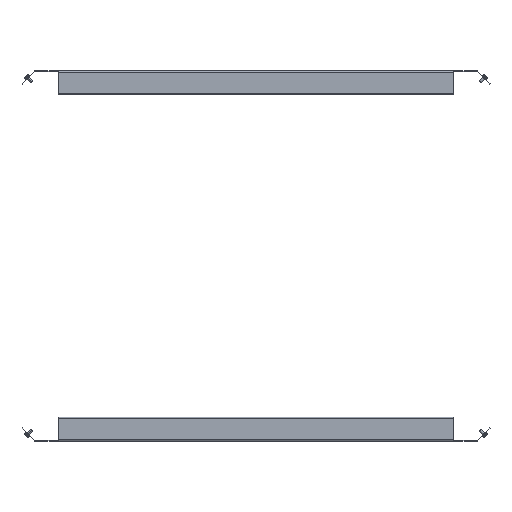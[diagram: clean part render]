
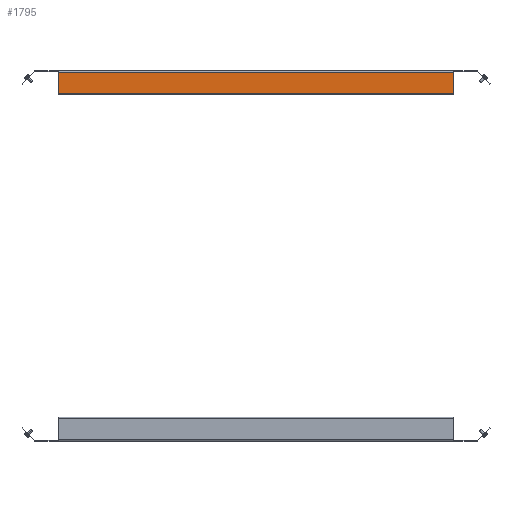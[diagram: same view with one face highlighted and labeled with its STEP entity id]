
A CAD part, top view. The second image highlights one B-rep face of the part: STEP entity #1795.
In plain terms, the highlighted face is planar.
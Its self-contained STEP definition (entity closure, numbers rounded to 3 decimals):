
#67 = ORIENTED_EDGE ( 'NONE', *, *, #4405, .F. ) ;
#315 = DIRECTION ( 'NONE',  ( 0., -1., 0. ) ) ;
#565 = EDGE_LOOP ( 'NONE', ( #5078, #2407, #2065, #67 ) ) ;
#628 = VERTEX_POINT ( 'NONE', #4965 ) ;
#781 = CARTESIAN_POINT ( 'NONE',  ( 317., -36., -49.5 ) ) ;
#1259 = CARTESIAN_POINT ( 'NONE',  ( 317., -36., -49.5 ) ) ;
#1355 = DIRECTION ( 'NONE',  ( 0., 0., -1. ) ) ;
#1364 = VECTOR ( 'NONE', #2047, 1000. ) ;
#1422 = LINE ( 'NONE', #3208, #1717 ) ;
#1585 = LINE ( 'NONE', #4318, #1835 ) ;
#1642 = LINE ( 'NONE', #1259, #3589 ) ;
#1717 = VECTOR ( 'NONE', #315, 1000. ) ;
#1795 = ADVANCED_FACE ( 'NONE', ( #4147 ), #2668, .T. ) ;
#1835 = VECTOR ( 'NONE', #2981, 1000. ) ;
#1867 = CARTESIAN_POINT ( 'NONE',  ( -317., -36., -49.5 ) ) ;
#1931 = DIRECTION ( 'NONE',  ( 0., 1., 0. ) ) ;
#1989 = LINE ( 'NONE', #2393, #1364 ) ;
#2047 = DIRECTION ( 'NONE',  ( 0., 1., 0. ) ) ;
#2065 = ORIENTED_EDGE ( 'NONE', *, *, #2327, .F. ) ;
#2327 = EDGE_CURVE ( 'NONE', #3315, #2418, #1989, .T. ) ;
#2393 = CARTESIAN_POINT ( 'NONE',  ( 317., -36., -49.5 ) ) ;
#2407 = ORIENTED_EDGE ( 'NONE', *, *, #2444, .T. ) ;
#2418 = VERTEX_POINT ( 'NONE', #3747 ) ;
#2444 = EDGE_CURVE ( 'NONE', #628, #2418, #1585, .T. ) ;
#2668 = PLANE ( 'NONE',  #4975 ) ;
#2981 = DIRECTION ( 'NONE',  ( 1., 0., 0. ) ) ;
#3208 = CARTESIAN_POINT ( 'NONE',  ( -317., -36., -49.5 ) ) ;
#3315 = VERTEX_POINT ( 'NONE', #781 ) ;
#3589 = VECTOR ( 'NONE', #4370, 1000. ) ;
#3747 = CARTESIAN_POINT ( 'NONE',  ( 317., -2., -49.5 ) ) ;
#4147 = FACE_OUTER_BOUND ( 'NONE', #565, .T. ) ;
#4318 = CARTESIAN_POINT ( 'NONE',  ( 0., -2., -49.5 ) ) ;
#4370 = DIRECTION ( 'NONE',  ( 1., 0., 0. ) ) ;
#4405 = EDGE_CURVE ( 'NONE', #5069, #3315, #1642, .T. ) ;
#4451 = CARTESIAN_POINT ( 'NONE',  ( 0., 0., -49.5 ) ) ;
#4965 = CARTESIAN_POINT ( 'NONE',  ( -317., -2., -49.5 ) ) ;
#4975 = AXIS2_PLACEMENT_3D ( 'NONE', #4451, #1355, #1931 ) ;
#5069 = VERTEX_POINT ( 'NONE', #1867 ) ;
#5078 = ORIENTED_EDGE ( 'NONE', *, *, #5623, .F. ) ;
#5623 = EDGE_CURVE ( 'NONE', #628, #5069, #1422, .T. ) ;
